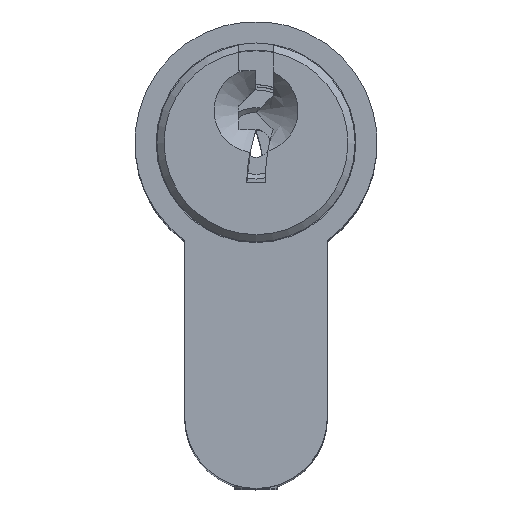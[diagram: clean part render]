
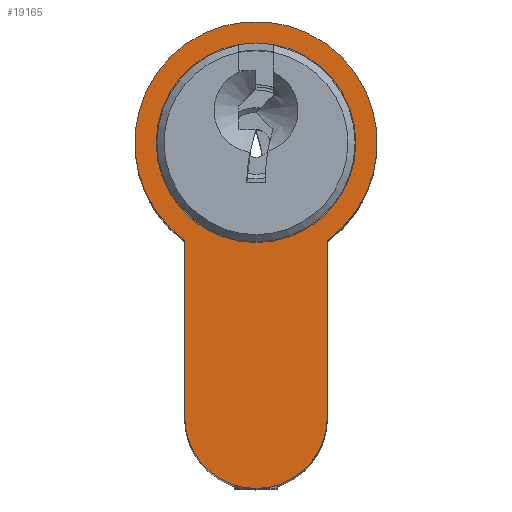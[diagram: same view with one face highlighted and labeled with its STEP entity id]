
A CAD part, top view. The second image highlights one B-rep face of the part: STEP entity #19165.
In plain terms, the highlighted planar face has unit normal (0, 0, 1).
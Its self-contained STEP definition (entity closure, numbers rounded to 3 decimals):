
#608 = EDGE_LOOP ( 'NONE', ( #4199 ) ) ;
#615 = CARTESIAN_POINT ( 'NONE',  ( -5., -9.625, 30. ) ) ;
#782 = VERTEX_POINT ( 'NONE', #12413 ) ;
#1290 = DIRECTION ( 'NONE',  ( 1., 0., 0. ) ) ;
#1595 = ORIENTED_EDGE ( 'NONE', *, *, #14064, .T. ) ;
#2441 = DIRECTION ( 'NONE',  ( 0., 0., 1. ) ) ;
#3257 = VERTEX_POINT ( 'NONE', #16589 ) ;
#3817 = ORIENTED_EDGE ( 'NONE', *, *, #4178, .T. ) ;
#4141 = CIRCLE ( 'NONE', #17096, 7. ) ;
#4178 = EDGE_CURVE ( 'NONE', #12011, #3257, #13842, .T. ) ;
#4199 = ORIENTED_EDGE ( 'NONE', *, *, #13114, .F. ) ;
#5479 = AXIS2_PLACEMENT_3D ( 'NONE', #15299, #7241, #7028 ) ;
#5506 = VERTEX_POINT ( 'NONE', #18371 ) ;
#6779 = DIRECTION ( 'NONE',  ( 0., 0., 1. ) ) ;
#6850 = VECTOR ( 'NONE', #18816, 1000. ) ;
#6997 = ORIENTED_EDGE ( 'NONE', *, *, #11625, .T. ) ;
#7028 = DIRECTION ( 'NONE',  ( 1., 0., 0. ) ) ;
#7241 = DIRECTION ( 'NONE',  ( 0., 0., 1. ) ) ;
#8138 = CARTESIAN_POINT ( 'NONE',  ( 0., 9.625, 30. ) ) ;
#8207 = DIRECTION ( 'NONE',  ( 0., 0., 1. ) ) ;
#8700 = CARTESIAN_POINT ( 'NONE',  ( -5., 2.751, 30. ) ) ;
#10571 = CARTESIAN_POINT ( 'NONE',  ( 0., -9.625, 30. ) ) ;
#11101 = AXIS2_PLACEMENT_3D ( 'NONE', #10571, #2441, #13661 ) ;
#11348 = AXIS2_PLACEMENT_3D ( 'NONE', #8138, #8207, #1290 ) ;
#11625 = EDGE_CURVE ( 'NONE', #5506, #12011, #14622, .T. ) ;
#11779 = CARTESIAN_POINT ( 'NONE',  ( 5., -9.625, 30. ) ) ;
#12010 = PLANE ( 'NONE',  #11101 ) ;
#12011 = VERTEX_POINT ( 'NONE', #15939 ) ;
#12413 = CARTESIAN_POINT ( 'NONE',  ( 7., 9.625, 30. ) ) ;
#13114 = EDGE_CURVE ( 'NONE', #782, #782, #4141, .T. ) ;
#13564 = EDGE_LOOP ( 'NONE', ( #6997, #3817, #20259, #1595 ) ) ;
#13592 = DIRECTION ( 'NONE',  ( 1., 0., 0. ) ) ;
#13661 = DIRECTION ( 'NONE',  ( 1., 0., 0. ) ) ;
#13842 = LINE ( 'NONE', #11779, #17210 ) ;
#14064 = EDGE_CURVE ( 'NONE', #17479, #5506, #16123, .T. ) ;
#14622 = CIRCLE ( 'NONE', #5479, 5. ) ;
#14961 = DIRECTION ( 'NONE',  ( 0., 1., 0. ) ) ;
#15299 = CARTESIAN_POINT ( 'NONE',  ( 0., -9.625, 30. ) ) ;
#15939 = CARTESIAN_POINT ( 'NONE',  ( 5., -9.625, 30. ) ) ;
#16123 = LINE ( 'NONE', #615, #6850 ) ;
#16575 = FACE_OUTER_BOUND ( 'NONE', #13564, .T. ) ;
#16589 = CARTESIAN_POINT ( 'NONE',  ( 5., 2.751, 30. ) ) ;
#17096 = AXIS2_PLACEMENT_3D ( 'NONE', #18361, #6779, #13592 ) ;
#17192 = EDGE_CURVE ( 'NONE', #3257, #17479, #17382, .T. ) ;
#17210 = VECTOR ( 'NONE', #14961, 1000. ) ;
#17382 = CIRCLE ( 'NONE', #11348, 8.5 ) ;
#17479 = VERTEX_POINT ( 'NONE', #8700 ) ;
#17869 = FACE_BOUND ( 'NONE', #608, .T. ) ;
#18361 = CARTESIAN_POINT ( 'NONE',  ( 0., 9.625, 30. ) ) ;
#18371 = CARTESIAN_POINT ( 'NONE',  ( -5., -9.625, 30. ) ) ;
#18816 = DIRECTION ( 'NONE',  ( 0., -1., 0. ) ) ;
#19165 = ADVANCED_FACE ( 'NONE', ( #17869, #16575 ), #12010, .T. ) ;
#20259 = ORIENTED_EDGE ( 'NONE', *, *, #17192, .T. ) ;
